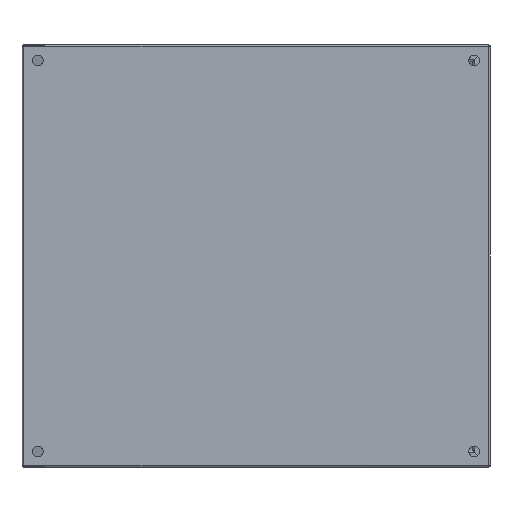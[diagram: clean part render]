
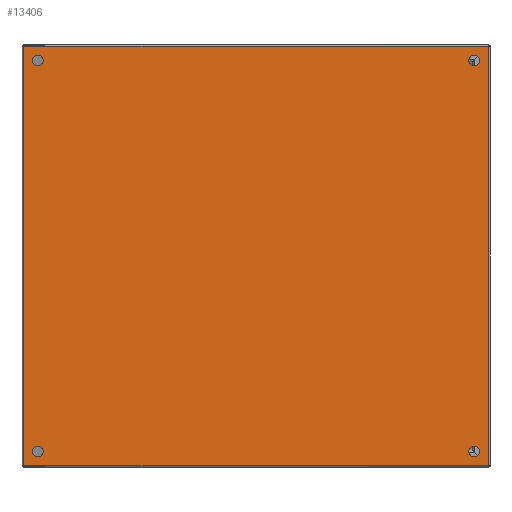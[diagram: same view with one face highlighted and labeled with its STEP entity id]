
A CAD part, left-side view. The second image highlights one B-rep face of the part: STEP entity #13406.
In plain terms, the highlighted face is planar.
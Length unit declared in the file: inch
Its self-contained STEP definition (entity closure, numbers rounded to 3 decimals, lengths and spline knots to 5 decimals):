
#90 = VERTEX_POINT ( 'NONE', #20584 ) ;
#218 = EDGE_LOOP ( 'NONE', ( #10082, #8902 ) ) ;
#277 = EDGE_LOOP ( 'NONE', ( #23074, #19780 ) ) ;
#364 = DIRECTION ( 'NONE',  ( 0., 0., 1. ) ) ;
#398 = VECTOR ( 'NONE', #30343, 39.37008 ) ;
#1016 = FACE_BOUND ( 'NONE', #277, .T. ) ;
#1381 = AXIS2_PLACEMENT_3D ( 'NONE', #23794, #28774, #4321 ) ;
#2167 = FACE_OUTER_BOUND ( 'NONE', #20174, .T. ) ;
#2172 = EDGE_CURVE ( 'NONE', #21320, #6856, #17541, .T. ) ;
#2360 = EDGE_CURVE ( 'NONE', #9549, #31261, #9173, .T. ) ;
#2365 = VECTOR ( 'NONE', #364, 39.37008 ) ;
#2643 = CIRCLE ( 'NONE', #14846, 0.25 ) ;
#2917 = CARTESIAN_POINT ( 'NONE',  ( -9., 0., -10.3295 ) ) ;
#3410 = CARTESIAN_POINT ( 'NONE',  ( -9.25, 0., 10.31708 ) ) ;
#3463 = CARTESIAN_POINT ( 'NONE',  ( 9.25, 0., -10.3295 ) ) ;
#4210 = ORIENTED_EDGE ( 'NONE', *, *, #4987, .T. ) ;
#4300 = EDGE_LOOP ( 'NONE', ( #16639, #7261 ) ) ;
#4321 = DIRECTION ( 'NONE',  ( -1., 0., 0. ) ) ;
#4622 = AXIS2_PLACEMENT_3D ( 'NONE', #11211, #15652, #18337 ) ;
#4661 = EDGE_CURVE ( 'NONE', #17641, #24104, #31309, .T. ) ;
#4780 = DIRECTION ( 'NONE',  ( 0., -1., 0. ) ) ;
#4818 = CIRCLE ( 'NONE', #28239, 0.25 ) ;
#4987 = EDGE_CURVE ( 'NONE', #10527, #16855, #2643, .T. ) ;
#5335 = DIRECTION ( 'NONE',  ( -1., 0., 0. ) ) ;
#5607 = CIRCLE ( 'NONE', #6484, 0.25 ) ;
#5880 = DIRECTION ( 'NONE',  ( 1., 0., 0. ) ) ;
#6148 = DIRECTION ( 'NONE',  ( -1., 0., 0. ) ) ;
#6484 = AXIS2_PLACEMENT_3D ( 'NONE', #25077, #27513, #12844 ) ;
#6784 = CARTESIAN_POINT ( 'NONE',  ( -9.914, 0., 9.98108 ) ) ;
#6856 = VERTEX_POINT ( 'NONE', #29053 ) ;
#6918 = LINE ( 'NONE', #21207, #15671 ) ;
#7035 = EDGE_CURVE ( 'NONE', #24104, #8930, #10622, .T. ) ;
#7261 = ORIENTED_EDGE ( 'NONE', *, *, #2360, .T. ) ;
#7329 = CARTESIAN_POINT ( 'NONE',  ( 9.25, 0., -10.3295 ) ) ;
#7622 = EDGE_CURVE ( 'NONE', #12123, #21895, #4818, .T. ) ;
#8368 = DIRECTION ( 'NONE',  ( 0., -1., 0. ) ) ;
#8401 = DIRECTION ( 'NONE',  ( 0., -1., 0. ) ) ;
#8421 = VECTOR ( 'NONE', #5880, 39.37008 ) ;
#8522 = EDGE_CURVE ( 'NONE', #21895, #12123, #18253, .T. ) ;
#8545 = ORIENTED_EDGE ( 'NONE', *, *, #31538, .T. ) ;
#8901 = EDGE_CURVE ( 'NONE', #90, #21800, #5607, .T. ) ;
#8902 = ORIENTED_EDGE ( 'NONE', *, *, #7622, .T. ) ;
#8930 = VERTEX_POINT ( 'NONE', #17747 ) ;
#9057 = DIRECTION ( 'NONE',  ( 0., 0., 1. ) ) ;
#9173 = CIRCLE ( 'NONE', #20295, 0.25 ) ;
#9549 = VERTEX_POINT ( 'NONE', #27688 ) ;
#10082 = ORIENTED_EDGE ( 'NONE', *, *, #8522, .T. ) ;
#10188 = FACE_BOUND ( 'NONE', #4300, .T. ) ;
#10308 = CARTESIAN_POINT ( 'NONE',  ( 9.914, 0., 0. ) ) ;
#10524 = CARTESIAN_POINT ( 'NONE',  ( 9.25, 0., 10.31708 ) ) ;
#10527 = VERTEX_POINT ( 'NONE', #31110 ) ;
#10622 = LINE ( 'NONE', #19380, #14752 ) ;
#10768 = EDGE_CURVE ( 'NONE', #6856, #17641, #23649, .T. ) ;
#11211 = CARTESIAN_POINT ( 'NONE',  ( -9.25, 0., 10.31708 ) ) ;
#11533 = DIRECTION ( 'NONE',  ( -1., 0., 0. ) ) ;
#12106 = CARTESIAN_POINT ( 'NONE',  ( 9., 0., -10.3295 ) ) ;
#12123 = VERTEX_POINT ( 'NONE', #29372 ) ;
#12844 = DIRECTION ( 'NONE',  ( -1., 0., 0. ) ) ;
#13175 = EDGE_CURVE ( 'NONE', #16855, #10527, #23565, .T. ) ;
#13406 = ADVANCED_FACE ( 'NONE', ( #2167, #15881, #20840, #10188, #1016 ), #28642, .T. ) ;
#14353 = ORIENTED_EDGE ( 'NONE', *, *, #2172, .T. ) ;
#14752 = VECTOR ( 'NONE', #21447, 39.37008 ) ;
#14846 = AXIS2_PLACEMENT_3D ( 'NONE', #7329, #4780, #31410 ) ;
#15344 = DIRECTION ( 'NONE',  ( 0., -1., 0. ) ) ;
#15652 = DIRECTION ( 'NONE',  ( 0., -1., 0. ) ) ;
#15665 = CARTESIAN_POINT ( 'NONE',  ( 9.914, 0., 9.98108 ) ) ;
#15671 = VECTOR ( 'NONE', #9057, 39.37008 ) ;
#15697 = DIRECTION ( 'NONE',  ( -1., 0., 0. ) ) ;
#15881 = FACE_BOUND ( 'NONE', #21501, .T. ) ;
#16639 = ORIENTED_EDGE ( 'NONE', *, *, #19289, .T. ) ;
#16855 = VERTEX_POINT ( 'NONE', #12106 ) ;
#17198 = LINE ( 'NONE', #25061, #2365 ) ;
#17452 = CARTESIAN_POINT ( 'NONE',  ( 9.25, 0., 10.31708 ) ) ;
#17541 = LINE ( 'NONE', #27783, #8421 ) ;
#17641 = VERTEX_POINT ( 'NONE', #15665 ) ;
#17747 = CARTESIAN_POINT ( 'NONE',  ( -9.914, 0., -10.9935 ) ) ;
#18207 = CARTESIAN_POINT ( 'NONE',  ( 9.914, 0., 0. ) ) ;
#18253 = CIRCLE ( 'NONE', #20336, 0.25 ) ;
#18337 = DIRECTION ( 'NONE',  ( -1., 0., 0. ) ) ;
#18394 = ORIENTED_EDGE ( 'NONE', *, *, #13175, .T. ) ;
#18572 = CIRCLE ( 'NONE', #1381, 0.25 ) ;
#19289 = EDGE_CURVE ( 'NONE', #31261, #9549, #27603, .T. ) ;
#19380 = CARTESIAN_POINT ( 'NONE',  ( 0., 0., -10.9935 ) ) ;
#19780 = ORIENTED_EDGE ( 'NONE', *, *, #30127, .T. ) ;
#19952 = VERTEX_POINT ( 'NONE', #6784 ) ;
#19998 = CARTESIAN_POINT ( 'NONE',  ( 9.914, 0., -10.9935 ) ) ;
#20055 = DIRECTION ( 'NONE',  ( 0., 0., -1. ) ) ;
#20169 = EDGE_CURVE ( 'NONE', #8930, #19952, #17198, .T. ) ;
#20174 = EDGE_LOOP ( 'NONE', ( #27782, #26927, #8545, #14353, #29021, #20756 ) ) ;
#20275 = CARTESIAN_POINT ( 'NONE',  ( -9.914, 0., 10.98108 ) ) ;
#20295 = AXIS2_PLACEMENT_3D ( 'NONE', #3410, #8401, #6148 ) ;
#20336 = AXIS2_PLACEMENT_3D ( 'NONE', #17452, #22259, #5335 ) ;
#20482 = DIRECTION ( 'NONE',  ( -1., 0., 0. ) ) ;
#20584 = CARTESIAN_POINT ( 'NONE',  ( -9.5, 0., -10.3295 ) ) ;
#20756 = ORIENTED_EDGE ( 'NONE', *, *, #4661, .T. ) ;
#20840 = FACE_BOUND ( 'NONE', #218, .T. ) ;
#20878 = AXIS2_PLACEMENT_3D ( 'NONE', #26006, #23876, #11533 ) ;
#20965 = VECTOR ( 'NONE', #20055, 39.37008 ) ;
#21207 = CARTESIAN_POINT ( 'NONE',  ( -9.914, 0., 0. ) ) ;
#21320 = VERTEX_POINT ( 'NONE', #20275 ) ;
#21447 = DIRECTION ( 'NONE',  ( -1., 0., 0. ) ) ;
#21501 = EDGE_LOOP ( 'NONE', ( #18394, #4210 ) ) ;
#21800 = VERTEX_POINT ( 'NONE', #2917 ) ;
#21895 = VERTEX_POINT ( 'NONE', #27357 ) ;
#22259 = DIRECTION ( 'NONE',  ( 0., -1., 0. ) ) ;
#23074 = ORIENTED_EDGE ( 'NONE', *, *, #8901, .T. ) ;
#23565 = CIRCLE ( 'NONE', #23918, 0.25 ) ;
#23649 = LINE ( 'NONE', #10308, #20965 ) ;
#23794 = CARTESIAN_POINT ( 'NONE',  ( -9.25, 0., -10.3295 ) ) ;
#23876 = DIRECTION ( 'NONE',  ( 0., 1., 0. ) ) ;
#23918 = AXIS2_PLACEMENT_3D ( 'NONE', #3463, #15344, #20482 ) ;
#24104 = VERTEX_POINT ( 'NONE', #19998 ) ;
#25061 = CARTESIAN_POINT ( 'NONE',  ( -9.914, 0., 0. ) ) ;
#25077 = CARTESIAN_POINT ( 'NONE',  ( -9.25, 0., -10.3295 ) ) ;
#26006 = CARTESIAN_POINT ( 'NONE',  ( 0., 0., 0. ) ) ;
#26927 = ORIENTED_EDGE ( 'NONE', *, *, #20169, .T. ) ;
#27357 = CARTESIAN_POINT ( 'NONE',  ( 9., 0., 10.31708 ) ) ;
#27513 = DIRECTION ( 'NONE',  ( 0., -1., 0. ) ) ;
#27603 = CIRCLE ( 'NONE', #4622, 0.25 ) ;
#27688 = CARTESIAN_POINT ( 'NONE',  ( -9., 0., 10.31708 ) ) ;
#27782 = ORIENTED_EDGE ( 'NONE', *, *, #7035, .T. ) ;
#27783 = CARTESIAN_POINT ( 'NONE',  ( 0., 0., 10.98108 ) ) ;
#28239 = AXIS2_PLACEMENT_3D ( 'NONE', #10524, #8368, #15697 ) ;
#28642 = PLANE ( 'NONE',  #20878 ) ;
#28774 = DIRECTION ( 'NONE',  ( 0., -1., 0. ) ) ;
#29021 = ORIENTED_EDGE ( 'NONE', *, *, #10768, .T. ) ;
#29053 = CARTESIAN_POINT ( 'NONE',  ( 9.914, 0., 10.98108 ) ) ;
#29372 = CARTESIAN_POINT ( 'NONE',  ( 9.5, 0., 10.31708 ) ) ;
#30127 = EDGE_CURVE ( 'NONE', #21800, #90, #18572, .T. ) ;
#30343 = DIRECTION ( 'NONE',  ( 0., 0., -1. ) ) ;
#31110 = CARTESIAN_POINT ( 'NONE',  ( 9.5, 0., -10.3295 ) ) ;
#31261 = VERTEX_POINT ( 'NONE', #31469 ) ;
#31309 = LINE ( 'NONE', #18207, #398 ) ;
#31410 = DIRECTION ( 'NONE',  ( -1., 0., 0. ) ) ;
#31469 = CARTESIAN_POINT ( 'NONE',  ( -9.5, 0., 10.31708 ) ) ;
#31538 = EDGE_CURVE ( 'NONE', #19952, #21320, #6918, .T. ) ;
